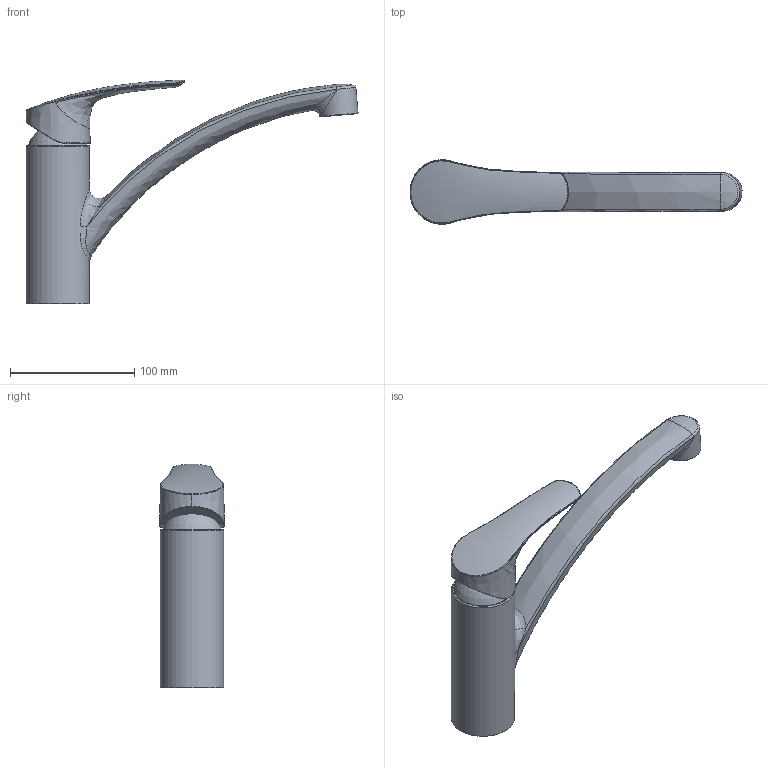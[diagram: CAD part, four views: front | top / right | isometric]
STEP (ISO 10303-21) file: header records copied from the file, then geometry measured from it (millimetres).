
FILE_DESCRIPTION(/* description */ ('Unknown'),/* implementation_level */ '2;1');
FILE_NAME(/* name */ '33281003',/* time_stamp */ '2022-08-26T11:53:29+02:00',/* author */ ('Unknown'),/* organization */ ('GROHE AG'),/* preprocessor_version */ 'ST-DEVELOPER v16.7',/* originating_system */ 'DEX',/* authorisation */ $);
FILE_SCHEMA (('AUTOMOTIVE_DESIGN {1 0 10303 214 3 1 1}'));
Length unit declared in the file: millimetre
Products named in the file (4): 33281003; 33281003_0; 33281003_1
Assembly tree (3 placements, depth 2):
  33281003
    33281003
    33281003_0
    33281003_1
Bounding box: 267.01 x 51.93 x 180.03 mm (x, y, z)
Volume: 438659.3 mm3; surface area: 74994.7 mm2
Topology: 3 solids, 7 shells, 153 faces, 362 edges, 218 vertices
Faces by surface type: bspline 81, plane 34, cylinder 20, torus 12, sphere 5, cone 1
Full cylindrical faces by diameter (mm): 28.2 x1, 32 x1, 40 x1, 45.8 x1, 46.1 x2, 46.6 x1, 51 x1
Entity records: 12602 total; most frequent: CARTESIAN_POINT 9732, ORIENTED_EDGE 664, DIRECTION 407, EDGE_CURVE 332, VERTEX_POINT 210, B_SPLINE_CURVE_WITH_KNOTS 179, AXIS2_PLACEMENT_3D 178, EDGE_LOOP 170
